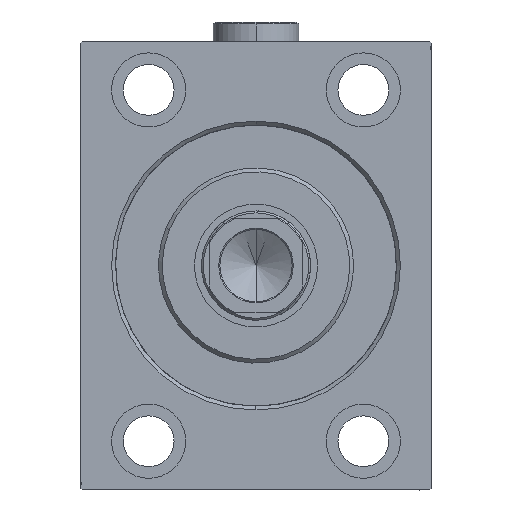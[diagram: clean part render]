
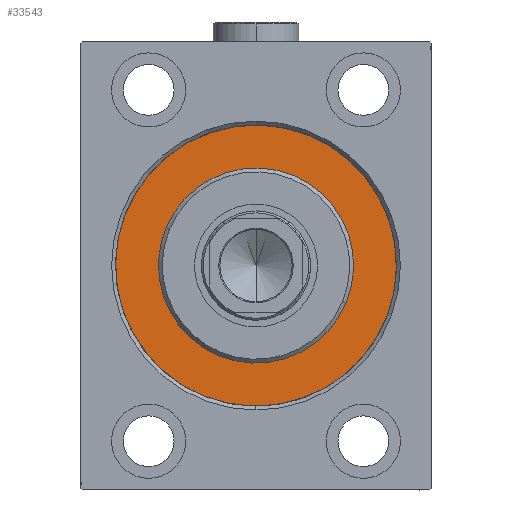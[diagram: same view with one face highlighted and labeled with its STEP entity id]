
A CAD part, left-side view. The second image highlights one B-rep face of the part: STEP entity #33543.
In plain terms, the highlighted face is planar.
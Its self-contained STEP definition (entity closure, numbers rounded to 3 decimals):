
#631 = FACE_OUTER_BOUND ( 'NONE', #15752, .T. ) ;
#857 = CARTESIAN_POINT ( 'NONE',  ( 0., 0., 0. ) ) ;
#1223 = AXIS2_PLACEMENT_3D ( 'NONE', #19523, #5322, #11769 ) ;
#5322 = DIRECTION ( 'NONE',  ( 1., 0., 0. ) ) ;
#6485 = ORIENTED_EDGE ( 'NONE', *, *, #30618, .F. ) ;
#7969 = VERTEX_POINT ( 'NONE', #29960 ) ;
#8078 = CARTESIAN_POINT ( 'NONE',  ( 0., 0., 0. ) ) ;
#10923 = VERTEX_POINT ( 'NONE', #44476 ) ;
#11236 = AXIS2_PLACEMENT_3D ( 'NONE', #19197, #28839, #18747 ) ;
#11746 = ORIENTED_EDGE ( 'NONE', *, *, #40806, .F. ) ;
#11769 = DIRECTION ( 'NONE',  ( 0., 0., -1. ) ) ;
#11884 = DIRECTION ( 'NONE',  ( 0., 0., 1. ) ) ;
#14703 = ORIENTED_EDGE ( 'NONE', *, *, #43411, .F. ) ;
#14761 = AXIS2_PLACEMENT_3D ( 'NONE', #8078, #18166, #42904 ) ;
#14860 = DIRECTION ( 'NONE',  ( 0., 0., 1. ) ) ;
#15077 = CIRCLE ( 'NONE', #42160, 36. ) ;
#15752 = EDGE_LOOP ( 'NONE', ( #6485, #11746 ) ) ;
#15792 = CARTESIAN_POINT ( 'NONE',  ( 0., 0., -36. ) ) ;
#18166 = DIRECTION ( 'NONE',  ( 1., 0., 0. ) ) ;
#18747 = DIRECTION ( 'NONE',  ( 0., 0., 1. ) ) ;
#19197 = CARTESIAN_POINT ( 'NONE',  ( 0., 0., 0. ) ) ;
#19523 = CARTESIAN_POINT ( 'NONE',  ( 0., 0., 0. ) ) ;
#19896 = CIRCLE ( 'NONE', #14761, 25. ) ;
#20306 = ORIENTED_EDGE ( 'NONE', *, *, #24464, .F. ) ;
#21459 = CIRCLE ( 'NONE', #11236, 36. ) ;
#21726 = PLANE ( 'NONE',  #26598 ) ;
#22175 = VERTEX_POINT ( 'NONE', #15792 ) ;
#24464 = EDGE_CURVE ( 'NONE', #7969, #26058, #19896, .T. ) ;
#26058 = VERTEX_POINT ( 'NONE', #37178 ) ;
#26598 = AXIS2_PLACEMENT_3D ( 'NONE', #857, #32265, #14860 ) ;
#28839 = DIRECTION ( 'NONE',  ( -1., 0., 0. ) ) ;
#29060 = CARTESIAN_POINT ( 'NONE',  ( 0., 0., 0. ) ) ;
#29959 = DIRECTION ( 'NONE',  ( -1., 0., 0. ) ) ;
#29960 = CARTESIAN_POINT ( 'NONE',  ( 0., 0., 25. ) ) ;
#30618 = EDGE_CURVE ( 'NONE', #22175, #10923, #21459, .T. ) ;
#32265 = DIRECTION ( 'NONE',  ( -1., 0., 0. ) ) ;
#33543 = ADVANCED_FACE ( 'NONE', ( #35685, #631 ), #21726, .F. ) ;
#35685 = FACE_BOUND ( 'NONE', #44869, .T. ) ;
#37178 = CARTESIAN_POINT ( 'NONE',  ( 0., 0., -25. ) ) ;
#40806 = EDGE_CURVE ( 'NONE', #10923, #22175, #15077, .T. ) ;
#42160 = AXIS2_PLACEMENT_3D ( 'NONE', #29060, #29959, #11884 ) ;
#42904 = DIRECTION ( 'NONE',  ( 0., 0., -1. ) ) ;
#43411 = EDGE_CURVE ( 'NONE', #26058, #7969, #43686, .T. ) ;
#43686 = CIRCLE ( 'NONE', #1223, 25. ) ;
#44476 = CARTESIAN_POINT ( 'NONE',  ( 0., 0., 36. ) ) ;
#44869 = EDGE_LOOP ( 'NONE', ( #20306, #14703 ) ) ;
